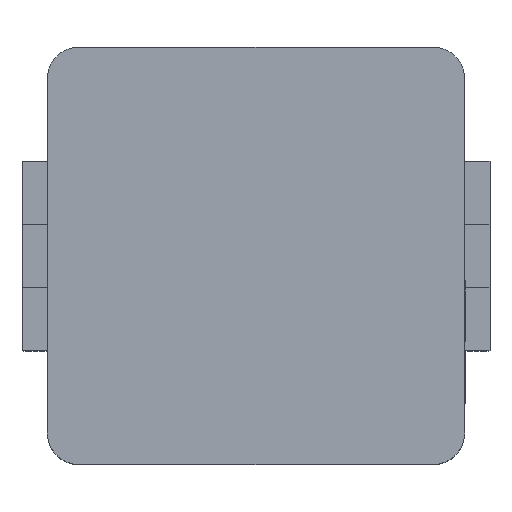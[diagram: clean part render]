
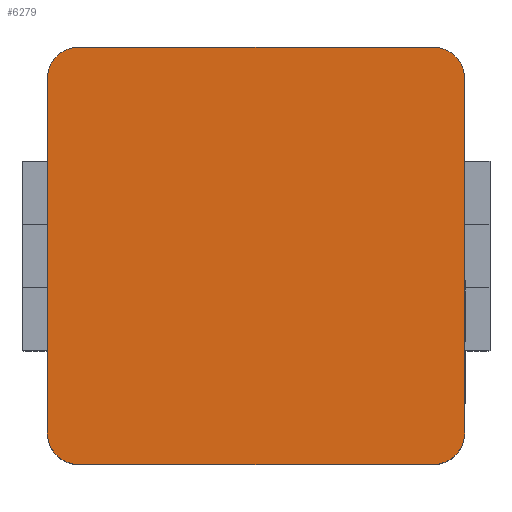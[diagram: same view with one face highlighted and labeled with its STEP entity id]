
A CAD part, top view. The second image highlights one B-rep face of the part: STEP entity #6279.
In plain terms, the highlighted planar face has unit normal (0, 0, 1).
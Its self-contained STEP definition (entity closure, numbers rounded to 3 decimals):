
#402=CIRCLE('',#6675,0.5);
#403=CIRCLE('',#6676,0.5);
#404=CIRCLE('',#6677,0.5);
#405=CIRCLE('',#6678,0.5);
#453=FACE_OUTER_BOUND('',#802,.T.);
#802=EDGE_LOOP('',(#4303,#4304,#4305,#4306,#4307,#4308,#4309,#4310));
#1177=LINE('',#8412,#1830);
#1316=LINE('',#9155,#1969);
#1319=LINE('',#9161,#1972);
#1321=LINE('',#9166,#1974);
#1830=VECTOR('',#7077,1.);
#1969=VECTOR('',#7294,1.);
#1972=VECTOR('',#7299,1.);
#1974=VECTOR('',#7303,1.);
#2467=VERTEX_POINT('',#8409);
#2468=VERTEX_POINT('',#8411);
#2694=VERTEX_POINT('',#9152);
#2695=VERTEX_POINT('',#9154);
#2696=VERTEX_POINT('',#9158);
#2697=VERTEX_POINT('',#9160);
#2698=VERTEX_POINT('',#9164);
#2699=VERTEX_POINT('',#9165);
#3089=EDGE_CURVE('',#2468,#2467,#1177,.T.);
#3320=EDGE_CURVE('',#2695,#2694,#1316,.T.);
#3323=EDGE_CURVE('',#2697,#2696,#1319,.T.);
#3325=EDGE_CURVE('',#2698,#2699,#1321,.T.);
#3328=EDGE_CURVE('',#2694,#2698,#402,.T.);
#3329=EDGE_CURVE('',#2699,#2468,#403,.T.);
#3330=EDGE_CURVE('',#2467,#2697,#404,.T.);
#3331=EDGE_CURVE('',#2696,#2695,#405,.T.);
#4303=ORIENTED_EDGE('',*,*,#3320,.T.);
#4304=ORIENTED_EDGE('',*,*,#3328,.T.);
#4305=ORIENTED_EDGE('',*,*,#3325,.T.);
#4306=ORIENTED_EDGE('',*,*,#3329,.T.);
#4307=ORIENTED_EDGE('',*,*,#3089,.T.);
#4308=ORIENTED_EDGE('',*,*,#3330,.T.);
#4309=ORIENTED_EDGE('',*,*,#3323,.T.);
#4310=ORIENTED_EDGE('',*,*,#3331,.T.);
#5732=PLANE('',#6674);
#6279=ADVANCED_FACE('',(#453),#5732,.T.);
#6674=AXIS2_PLACEMENT_3D('',#9169,#7306,#7307);
#6675=AXIS2_PLACEMENT_3D('',#9170,#7308,#7309);
#6676=AXIS2_PLACEMENT_3D('',#9171,#7310,#7311);
#6677=AXIS2_PLACEMENT_3D('',#9172,#7312,#7313);
#6678=AXIS2_PLACEMENT_3D('',#9173,#7314,#7315);
#7077=DIRECTION('',(0.,1.,0.));
#7294=DIRECTION('',(0.,-1.,0.));
#7299=DIRECTION('',(-1.,0.,0.));
#7303=DIRECTION('',(1.,0.,0.));
#7306=DIRECTION('center_axis',(0.,0.,1.));
#7307=DIRECTION('ref_axis',(1.,0.,0.));
#7308=DIRECTION('center_axis',(0.,0.,1.));
#7309=DIRECTION('ref_axis',(1.,0.,0.));
#7310=DIRECTION('center_axis',(0.,0.,1.));
#7311=DIRECTION('ref_axis',(1.,0.,0.));
#7312=DIRECTION('center_axis',(0.,0.,1.));
#7313=DIRECTION('ref_axis',(1.,0.,0.));
#7314=DIRECTION('center_axis',(0.,0.,1.));
#7315=DIRECTION('ref_axis',(1.,0.,0.));
#8409=CARTESIAN_POINT('',(3.3,2.785,3.));
#8411=CARTESIAN_POINT('',(3.3,-2.815,3.));
#8412=CARTESIAN_POINT('',(3.3,3.285,3.));
#9152=CARTESIAN_POINT('',(-3.3,-2.815,3.));
#9154=CARTESIAN_POINT('',(-3.3,2.785,3.));
#9155=CARTESIAN_POINT('',(-3.3,3.285,3.));
#9158=CARTESIAN_POINT('',(-2.8,3.285,3.));
#9160=CARTESIAN_POINT('',(2.8,3.285,3.));
#9161=CARTESIAN_POINT('',(-3.3,3.285,3.));
#9164=CARTESIAN_POINT('',(-2.8,-3.315,3.));
#9165=CARTESIAN_POINT('',(2.8,-3.315,3.));
#9166=CARTESIAN_POINT('',(-3.3,-3.315,3.));
#9169=CARTESIAN_POINT('Origin',(0.,-0.015,3.));
#9170=CARTESIAN_POINT('Origin',(-2.8,-2.815,3.));
#9171=CARTESIAN_POINT('Origin',(2.8,-2.815,3.));
#9172=CARTESIAN_POINT('Origin',(2.8,2.785,3.));
#9173=CARTESIAN_POINT('Origin',(-2.8,2.785,3.));
